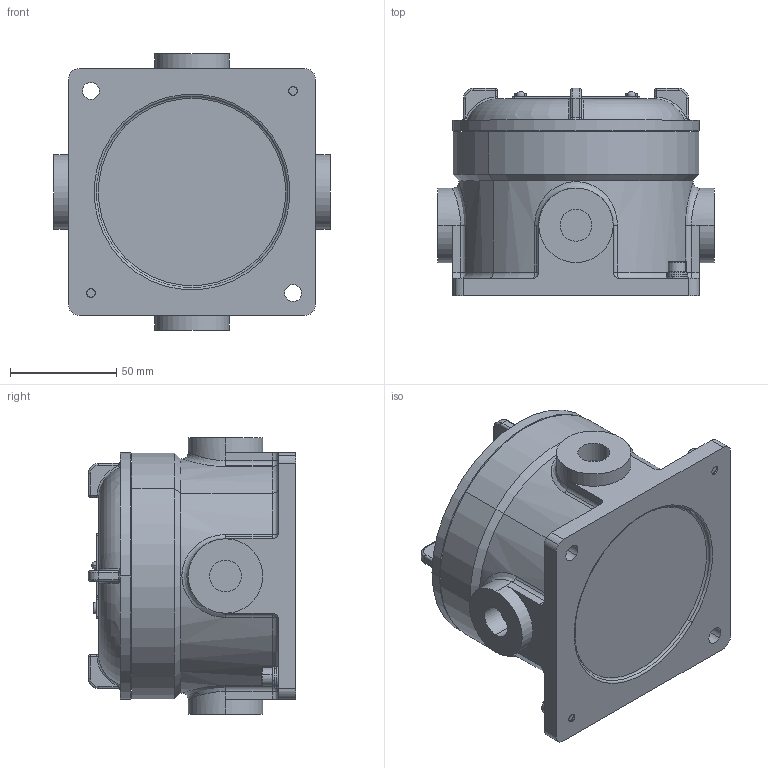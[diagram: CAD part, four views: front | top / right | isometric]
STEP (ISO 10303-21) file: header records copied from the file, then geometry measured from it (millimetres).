
FILE_DESCRIPTION (( 'STEP AP203' ), '1' );
FILE_NAME ('40101010.step', '2019-04-15T13:58:45', ( '' ), ( '' ), 'SwSTEP 2.0', 'SolidWorks 2018', '' );
FILE_SCHEMA (( 'CONFIG_CONTROL_DESIGN' ));
Length unit declared in the file: millimetre
Products named in the file (16): 98087; 98061; 40301010; 93427; 40000036126_1-5g; 70950; 92781; 98646; 40101010; 93412_PreviewCfg; 92081; 70900; 82454; 93414; 92779; 92782
Assembly tree (32 placements, depth 2):
  40000036126_1-5g
  40101010
    70900
    82454
    40301010
    98061  x9
    93427  x6
    98087  x3
    92081  x3
    70950
    92781
    93414  x2
    92779
    93412_PreviewCfg  x2
    98646
  92782
Bounding box: 130 x 97.5 x 130 mm (x, y, z)
Volume: 422422.3 mm3; surface area: 150232 mm2
Topology: 32 solids, 32 shells, 956 faces, 2174 edges, 1292 vertices
Faces by surface type: plane 357, cylinder 303, bspline 126, torus 112, cone 42, sphere 16
Entity records: 29115 total; most frequent: CARTESIAN_POINT 11928, ORIENTED_EDGE 3134, DIRECTION 3116, EDGE_CURVE 1567, AXIS2_PLACEMENT_3D 1220, VERTEX_POINT 953, EDGE_LOOP 754, ADVANCED_FACE 684
